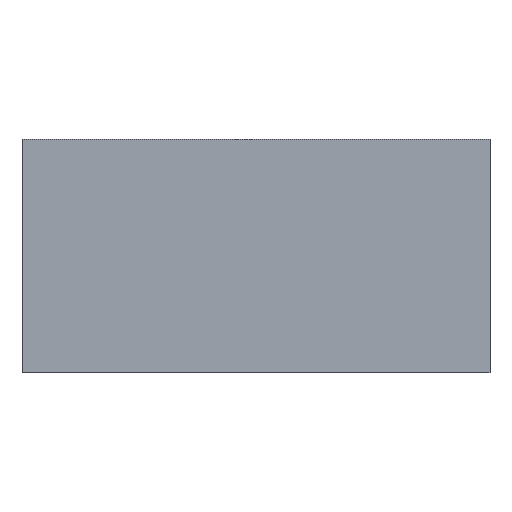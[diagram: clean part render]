
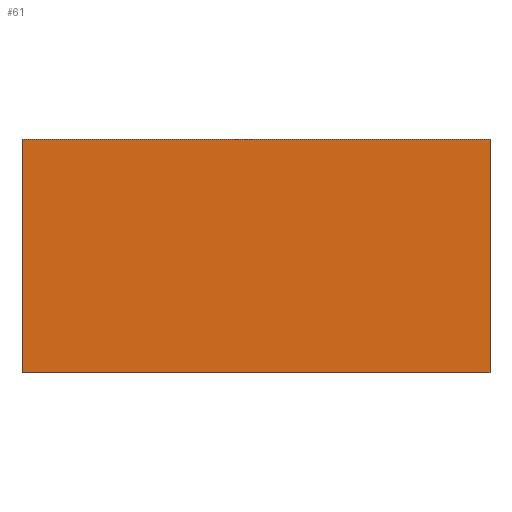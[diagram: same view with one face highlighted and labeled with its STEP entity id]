
A CAD part, top view. The second image highlights one B-rep face of the part: STEP entity #61.
In plain terms, the highlighted planar face has unit normal (0, 0, 1).
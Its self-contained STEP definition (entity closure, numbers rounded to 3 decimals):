
#2 = CARTESIAN_POINT ( 'NONE',  ( 50., 25., 0. ) ) ;
#6 = LINE ( 'NONE', #79, #40 ) ;
#8 = AXIS2_PLACEMENT_3D ( 'NONE', #107, #10, #129 ) ;
#9 = ORIENTED_EDGE ( 'NONE', *, *, #53, .T. ) ;
#10 = DIRECTION ( 'NONE',  ( 0., 0., 1. ) ) ;
#11 = CARTESIAN_POINT ( 'NONE',  ( 50., -25., 0. ) ) ;
#17 = CARTESIAN_POINT ( 'NONE',  ( 50., 25., 0. ) ) ;
#21 = PLANE ( 'NONE',  #8 ) ;
#29 = FACE_OUTER_BOUND ( 'NONE', #51, .T. ) ;
#32 = CARTESIAN_POINT ( 'NONE',  ( -50., -25., 0. ) ) ;
#34 = VERTEX_POINT ( 'NONE', #80 ) ;
#38 = EDGE_CURVE ( 'NONE', #72, #34, #6, .T. ) ;
#40 = VECTOR ( 'NONE', #113, 1000. ) ;
#42 = DIRECTION ( 'NONE',  ( 0., 1., 0. ) ) ;
#45 = EDGE_CURVE ( 'NONE', #99, #63, #115, .T. ) ;
#47 = VECTOR ( 'NONE', #42, 1000. ) ;
#49 = DIRECTION ( 'NONE',  ( -1., 0., 0. ) ) ;
#51 = EDGE_LOOP ( 'NONE', ( #54, #124, #92, #9 ) ) ;
#52 = EDGE_CURVE ( 'NONE', #34, #99, #112, .T. ) ;
#53 = EDGE_CURVE ( 'NONE', #63, #72, #70, .T. ) ;
#54 = ORIENTED_EDGE ( 'NONE', *, *, #38, .T. ) ;
#58 = VECTOR ( 'NONE', #128, 1000. ) ;
#61 = ADVANCED_FACE ( 'NONE', ( #29 ), #21, .T. ) ;
#63 = VERTEX_POINT ( 'NONE', #17 ) ;
#66 = CARTESIAN_POINT ( 'NONE',  ( -50., 25., 0. ) ) ;
#70 = LINE ( 'NONE', #108, #90 ) ;
#72 = VERTEX_POINT ( 'NONE', #66 ) ;
#79 = CARTESIAN_POINT ( 'NONE',  ( -50., 25., 0. ) ) ;
#80 = CARTESIAN_POINT ( 'NONE',  ( -50., -25., 0. ) ) ;
#90 = VECTOR ( 'NONE', #49, 1000. ) ;
#92 = ORIENTED_EDGE ( 'NONE', *, *, #45, .T. ) ;
#99 = VERTEX_POINT ( 'NONE', #11 ) ;
#107 = CARTESIAN_POINT ( 'NONE',  ( 0., 0., 0. ) ) ;
#108 = CARTESIAN_POINT ( 'NONE',  ( -50., 25., 0. ) ) ;
#112 = LINE ( 'NONE', #32, #58 ) ;
#113 = DIRECTION ( 'NONE',  ( 0., -1., 0. ) ) ;
#115 = LINE ( 'NONE', #2, #47 ) ;
#124 = ORIENTED_EDGE ( 'NONE', *, *, #52, .T. ) ;
#128 = DIRECTION ( 'NONE',  ( 1., 0., 0. ) ) ;
#129 = DIRECTION ( 'NONE',  ( 1., 0., 0. ) ) ;
